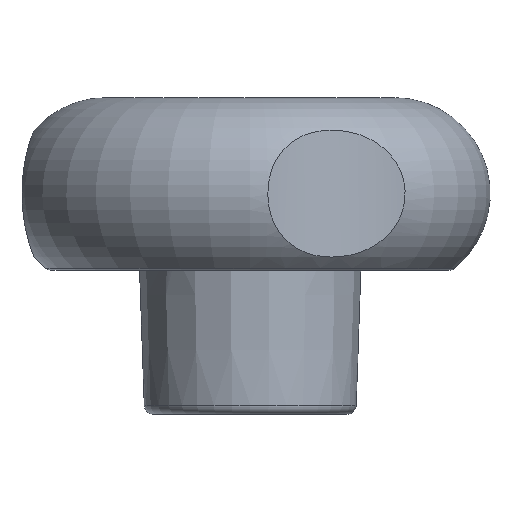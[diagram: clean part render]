
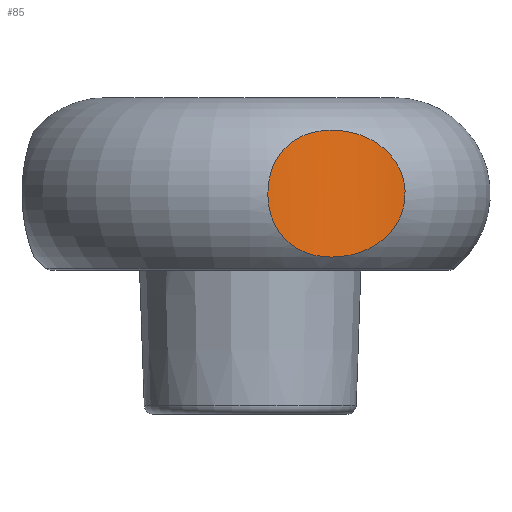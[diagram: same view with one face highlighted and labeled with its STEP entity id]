
A CAD part, left-side view. The second image highlights one B-rep face of the part: STEP entity #85.
In plain terms, the highlighted cylindrical face has radius 24 mm (diameter 48 mm), a partial arc.
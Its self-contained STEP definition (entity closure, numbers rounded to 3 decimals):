
#85 = ADVANCED_FACE( '', ( #206 ), #207, .F. );
#206 = FACE_OUTER_BOUND( '', #369, .T. );
#207 = CYLINDRICAL_SURFACE( '', #370, 24. );
#369 = EDGE_LOOP( '', ( #554 ) );
#370 = AXIS2_PLACEMENT_3D( '', #555, #556, #557 );
#554 = ORIENTED_EDGE( '', *, *, #878, .T. );
#555 = CARTESIAN_POINT( '', ( -43.053, -17.569, 50. ) );
#556 = DIRECTION( '', ( 0., 0., 1. ) );
#557 = DIRECTION( '', ( -1., 0., 0. ) );
#878 = EDGE_CURVE( '', #1029, #1029, #1030, .T. );
#1029 = VERTEX_POINT( '', #1276 );
#1030 = B_SPLINE_CURVE_WITH_KNOTS( '', 3, ( #1277, #1278, #1279, #1280, #1281, #1282, #1283, #1284, #1285, #1286, #1287, #1288, #1289, #1290, #1291, #1292, #1293, #1294, #1295, #1296, #1297, #1298, #1299, #1300, #1301, #1302, #1303, #1304, #1305, #1306, #1307, #1308, #1309, #1310, #1311, #1312, #1313, #1314, #1315, #1316, #1317, #1318, #1319, #1320, #1321, #1322, #1323, #1324, #1325, #1326, #1327, #1328, #1329, #1330, #1331, #1332, #1333, #1334, #1335, #1336, #1337, #1338, #1339, #1340, #1341, #1342, #1343, #1344, #1345, #1346, #1347, #1348, #1349, #1350, #1351, #1352, #1353, #1354, #1355, #1356, #1357, #1358, #1359, #1360, #1361, #1362, #1363, #1364, #1365, #1366, #1367, #1368, #1369, #1370 ), .UNSPECIFIED., .T., .F., ( 2, 2, 2, 2, 2, 2, 2, 2, 2, 2, 2, 2, 2, 2, 2, 2, 2, 2, 2, 2, 2, 2, 2, 2, 2, 2, 2, 2, 2, 2, 2, 2, 2, 2, 2, 2, 2, 2, 2, 2, 2, 2, 2, 2, 2, 2, 2, 2, 2 ), ( -0.001, 0., 0.001, 0.003, 0.004, 0.004, 0.006, 0.006, 0.007, 0.008, 0.009, 0.01, 0.011, 0.011, 0.013, 0.014, 0.014, 0.016, 0.016, 0.017, 0.019, 0.019, 0.02, 0.021, 0.021, 0.023, 0.024, 0.025, 0.026, 0.027, 0.028, 0.028, 0.029, 0.03, 0.031, 0.032, 0.033, 0.034, 0.036, 0.036, 0.037, 0.038, 0.04, 0.041, 0.042, 0.043, 0.044, 0.046, 0.047 ), .UNSPECIFIED. );
#1276 = CARTESIAN_POINT( '', ( -19.113, -15.88, 21.268 ) );
#1277 = CARTESIAN_POINT( '', ( -19.123, -15.741, 20.807 ) );
#1278 = CARTESIAN_POINT( '', ( -19.103, -16.018, 21.729 ) );
#1279 = CARTESIAN_POINT( '', ( -19.098, -16.1, 22.198 ) );
#1280 = CARTESIAN_POINT( '', ( -19.095, -16.152, 23.148 ) );
#1281 = CARTESIAN_POINT( '', ( -19.097, -16.12, 23.633 ) );
#1282 = CARTESIAN_POINT( '', ( -19.105, -15.99, 24.333 ) );
#1283 = CARTESIAN_POINT( '', ( -19.109, -15.932, 24.564 ) );
#1284 = CARTESIAN_POINT( '', ( -19.119, -15.791, 25.019 ) );
#1285 = CARTESIAN_POINT( '', ( -19.126, -15.705, 25.244 ) );
#1286 = CARTESIAN_POINT( '', ( -19.15, -15.412, 25.9 ) );
#1287 = CARTESIAN_POINT( '', ( -19.172, -15.169, 26.308 ) );
#1288 = CARTESIAN_POINT( '', ( -19.22, -14.738, 26.877 ) );
#1289 = CARTESIAN_POINT( '', ( -19.239, -14.581, 27.061 ) );
#1290 = CARTESIAN_POINT( '', ( -19.283, -14.254, 27.407 ) );
#1291 = CARTESIAN_POINT( '', ( -19.307, -14.082, 27.569 ) );
#1292 = CARTESIAN_POINT( '', ( -19.363, -13.723, 27.876 ) );
#1293 = CARTESIAN_POINT( '', ( -19.394, -13.536, 28.02 ) );
#1294 = CARTESIAN_POINT( '', ( -19.463, -13.148, 28.291 ) );
#1295 = CARTESIAN_POINT( '', ( -19.502, -12.946, 28.417 ) );
#1296 = CARTESIAN_POINT( '', ( -19.628, -12.331, 28.763 ) );
#1297 = CARTESIAN_POINT( '', ( -19.726, -11.907, 28.953 ) );
#1298 = CARTESIAN_POINT( '', ( -19.899, -11.251, 29.185 ) );
#1299 = CARTESIAN_POINT( '', ( -19.96, -11.029, 29.254 ) );
#1300 = CARTESIAN_POINT( '', ( -20.091, -10.584, 29.372 ) );
#1301 = CARTESIAN_POINT( '', ( -20.16, -10.362, 29.422 ) );
#1302 = CARTESIAN_POINT( '', ( -20.377, -9.694, 29.546 ) );
#1303 = CARTESIAN_POINT( '', ( -20.537, -9.249, 29.594 ) );
#1304 = CARTESIAN_POINT( '', ( -20.799, -8.581, 29.617 ) );
#1305 = CARTESIAN_POINT( '', ( -20.89, -8.358, 29.616 ) );
#1306 = CARTESIAN_POINT( '', ( -21.077, -7.92, 29.598 ) );
#1307 = CARTESIAN_POINT( '', ( -21.173, -7.704, 29.58 ) );
#1308 = CARTESIAN_POINT( '', ( -21.47, -7.063, 29.503 ) );
#1309 = CARTESIAN_POINT( '', ( -21.678, -6.646, 29.419 ) );
#1310 = CARTESIAN_POINT( '', ( -22.005, -6.036, 29.238 ) );
#1311 = CARTESIAN_POINT( '', ( -22.116, -5.835, 29.168 ) );
#1312 = CARTESIAN_POINT( '', ( -22.341, -5.443, 29.01 ) );
#1313 = CARTESIAN_POINT( '', ( -22.454, -5.252, 28.922 ) );
#1314 = CARTESIAN_POINT( '', ( -22.792, -4.697, 28.631 ) );
#1315 = CARTESIAN_POINT( '', ( -23.018, -4.349, 28.4 ) );
#1316 = CARTESIAN_POINT( '', ( -23.352, -3.862, 27.989 ) );
#1317 = CARTESIAN_POINT( '', ( -23.461, -3.706, 27.842 ) );
#1318 = CARTESIAN_POINT( '', ( -23.672, -3.413, 27.532 ) );
#1319 = CARTESIAN_POINT( '', ( -23.773, -3.275, 27.369 ) );
#1320 = CARTESIAN_POINT( '', ( -23.968, -3.016, 27.024 ) );
#1321 = CARTESIAN_POINT( '', ( -24.061, -2.895, 26.844 ) );
#1322 = CARTESIAN_POINT( '', ( -24.237, -2.67, 26.464 ) );
#1323 = CARTESIAN_POINT( '', ( -24.32, -2.566, 26.263 ) );
#1324 = CARTESIAN_POINT( '', ( -24.549, -2.283, 25.642 ) );
#1325 = CARTESIAN_POINT( '', ( -24.672, -2.136, 25.207 ) );
#1326 = CARTESIAN_POINT( '', ( -24.852, -1.925, 24.297 ) );
#1327 = CARTESIAN_POINT( '', ( -24.908, -1.86, 23.818 ) );
#1328 = CARTESIAN_POINT( '', ( -24.935, -1.829, 23.106 ) );
#1329 = CARTESIAN_POINT( '', ( -24.935, -1.829, 22.868 ) );
#1330 = CARTESIAN_POINT( '', ( -24.916, -1.852, 22.392 ) );
#1331 = CARTESIAN_POINT( '', ( -24.896, -1.874, 22.152 ) );
#1332 = CARTESIAN_POINT( '', ( -24.811, -1.973, 21.444 ) );
#1333 = CARTESIAN_POINT( '', ( -24.719, -2.08, 20.99 ) );
#1334 = CARTESIAN_POINT( '', ( -24.533, -2.304, 20.335 ) );
#1335 = CARTESIAN_POINT( '', ( -24.462, -2.39, 20.12 ) );
#1336 = CARTESIAN_POINT( '', ( -24.309, -2.58, 19.708 ) );
#1337 = CARTESIAN_POINT( '', ( -24.226, -2.684, 19.511 ) );
#1338 = CARTESIAN_POINT( '', ( -24.049, -2.911, 19.132 ) );
#1339 = CARTESIAN_POINT( '', ( -23.954, -3.034, 18.95 ) );
#1340 = CARTESIAN_POINT( '', ( -23.756, -3.298, 18.604 ) );
#1341 = CARTESIAN_POINT( '', ( -23.652, -3.44, 18.438 ) );
#1342 = CARTESIAN_POINT( '', ( -23.333, -3.885, 17.974 ) );
#1343 = CARTESIAN_POINT( '', ( -23.111, -4.209, 17.705 ) );
#1344 = CARTESIAN_POINT( '', ( -22.77, -4.737, 17.357 ) );
#1345 = CARTESIAN_POINT( '', ( -22.655, -4.921, 17.25 ) );
#1346 = CARTESIAN_POINT( '', ( -22.428, -5.295, 17.058 ) );
#1347 = CARTESIAN_POINT( '', ( -22.315, -5.486, 16.971 ) );
#1348 = CARTESIAN_POINT( '', ( -21.981, -6.073, 16.739 ) );
#1349 = CARTESIAN_POINT( '', ( -21.762, -6.484, 16.621 ) );
#1350 = CARTESIAN_POINT( '', ( -21.342, -7.329, 16.454 ) );
#1351 = CARTESIAN_POINT( '', ( -21.144, -7.759, 16.406 ) );
#1352 = CARTESIAN_POINT( '', ( -20.866, -8.416, 16.383 ) );
#1353 = CARTESIAN_POINT( '', ( -20.776, -8.636, 16.384 ) );
#1354 = CARTESIAN_POINT( '', ( -20.603, -9.081, 16.402 ) );
#1355 = CARTESIAN_POINT( '', ( -20.519, -9.307, 16.419 ) );
#1356 = CARTESIAN_POINT( '', ( -20.28, -9.979, 16.497 ) );
#1357 = CARTESIAN_POINT( '', ( -20.137, -10.423, 16.582 ) );
#1358 = CARTESIAN_POINT( '', ( -19.881, -11.302, 16.822 ) );
#1359 = CARTESIAN_POINT( '', ( -19.768, -11.737, 16.977 ) );
#1360 = CARTESIAN_POINT( '', ( -19.571, -12.594, 17.371 ) );
#1361 = CARTESIAN_POINT( '', ( -19.489, -13.001, 17.603 ) );
#1362 = CARTESIAN_POINT( '', ( -19.387, -13.578, 18.011 ) );
#1363 = CARTESIAN_POINT( '', ( -19.356, -13.764, 18.157 ) );
#1364 = CARTESIAN_POINT( '', ( -19.301, -14.124, 18.469 ) );
#1365 = CARTESIAN_POINT( '', ( -19.277, -14.297, 18.636 ) );
#1366 = CARTESIAN_POINT( '', ( -19.213, -14.783, 19.158 ) );
#1367 = CARTESIAN_POINT( '', ( -19.183, -15.066, 19.537 ) );
#1368 = CARTESIAN_POINT( '', ( -19.138, -15.545, 20.36 ) );
#1369 = CARTESIAN_POINT( '', ( -19.123, -15.741, 20.807 ) );
#1370 = CARTESIAN_POINT( '', ( -19.103, -16.018, 21.729 ) );
